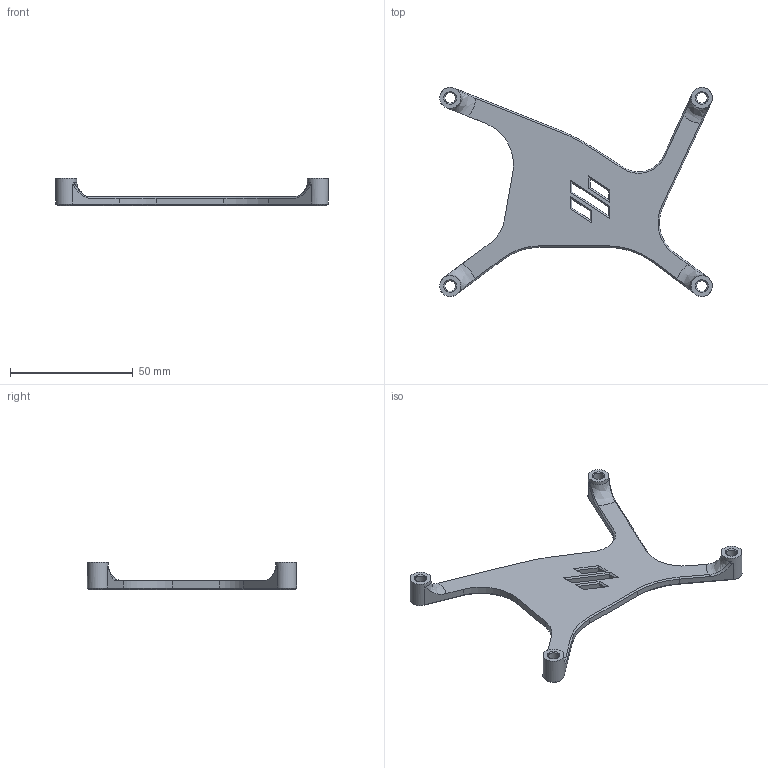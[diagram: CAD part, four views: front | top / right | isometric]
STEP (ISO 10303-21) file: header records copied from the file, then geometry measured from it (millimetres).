
FILE_DESCRIPTION(/* description */ (''),/* implementation_level */ '2;1');
FILE_NAME(/* name */ 'skr2-mount-v0.1.step',/* time_stamp */ '2021-10-05T17:05:18+02:00',/* author */ (''),/* organization */ (''),/* preprocessor_version */ 'ST-DEVELOPER v18.1',/* originating_system */ 'Autodesk Translation Framework v10.10.0.1391',/* authorisation */ '');
FILE_SCHEMA (('AUTOMOTIVE_DESIGN { 1 0 10303 214 3 1 1 }'));
Length unit declared in the file: millimetre
Products named in the file (2): skr2 mount; mount
Assembly tree (1 placements, depth 2):
  skr2 mount
    mount
Bounding box: 110.9 x 85.02 x 11 mm (x, y, z)
Volume: 14126.6 mm3; surface area: 10253 mm2
Topology: 1 solids, 1 shells, 127 faces, 309 edges, 184 vertices
Faces by surface type: plane 72, cone 24, bspline 16, cylinder 15
Full cylindrical faces by diameter (mm): 4.322 x4, 8.543 x4
Entity records: 4967 total; most frequent: CARTESIAN_POINT 2000, ORIENTED_EDGE 618, DIRECTION 575, EDGE_CURVE 309, LINE 207, VECTOR 207, VERTEX_POINT 184, AXIS2_PLACEMENT_3D 184
